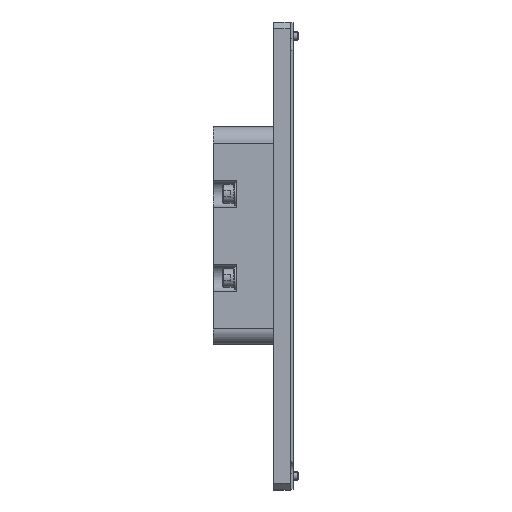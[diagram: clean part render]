
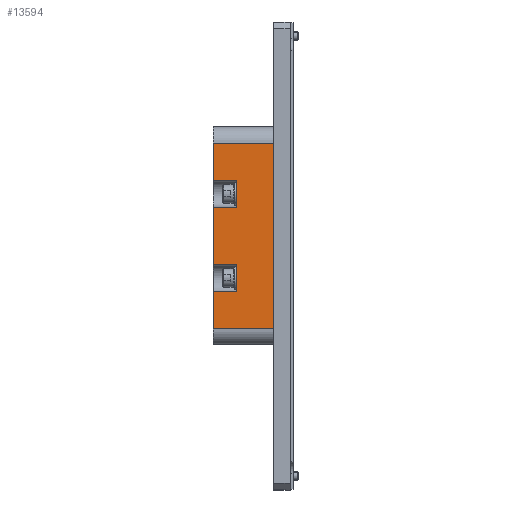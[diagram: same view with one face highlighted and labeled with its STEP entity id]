
A CAD part, left-side view. The second image highlights one B-rep face of the part: STEP entity #13594.
In plain terms, the highlighted planar face has unit normal (-1, 0, 0).
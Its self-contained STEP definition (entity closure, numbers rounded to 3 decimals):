
#755 = VECTOR ( 'NONE', #10496, 1000. ) ;
#780 = VERTEX_POINT ( 'NONE', #8669 ) ;
#887 = VERTEX_POINT ( 'NONE', #2620 ) ;
#989 = VECTOR ( 'NONE', #4308, 1000. ) ;
#1364 = LINE ( 'NONE', #4598, #9886 ) ;
#1451 = VECTOR ( 'NONE', #10697, 1000. ) ;
#1923 = CARTESIAN_POINT ( 'NONE',  ( -43.486, 30.294, 4.096 ) ) ;
#1957 = DIRECTION ( 'NONE',  ( 0., 0., -1. ) ) ;
#2061 = CARTESIAN_POINT ( 'NONE',  ( -43.486, 25.849, -1.365 ) ) ;
#2401 = LINE ( 'NONE', #7873, #12114 ) ;
#2620 = CARTESIAN_POINT ( 'NONE',  ( -43.486, 25.849, 9.557 ) ) ;
#2882 = CARTESIAN_POINT ( 'NONE',  ( -43.486, 30.294, -6.445 ) ) ;
#3155 = ORIENTED_EDGE ( 'NONE', *, *, #5905, .T. ) ;
#3264 = LINE ( 'NONE', #2061, #11073 ) ;
#3287 = VERTEX_POINT ( 'NONE', #12827 ) ;
#3311 = VERTEX_POINT ( 'NONE', #4925 ) ;
#3651 = EDGE_CURVE ( 'NONE', #7252, #3311, #2401, .T. ) ;
#4052 = FACE_OUTER_BOUND ( 'NONE', #6082, .T. ) ;
#4056 = VERTEX_POINT ( 'NONE', #10102 ) ;
#4132 = ORIENTED_EDGE ( 'NONE', *, *, #8872, .F. ) ;
#4159 = DIRECTION ( 'NONE',  ( 0., 0., -1. ) ) ;
#4176 = VERTEX_POINT ( 'NONE', #9126 ) ;
#4308 = DIRECTION ( 'NONE',  ( 0., 0., 1. ) ) ;
#4554 = AXIS2_PLACEMENT_3D ( 'NONE', #10508, #10716, #7406 ) ;
#4571 = VECTOR ( 'NONE', #1957, 1000. ) ;
#4598 = CARTESIAN_POINT ( 'NONE',  ( -43.486, 25.849, 9.557 ) ) ;
#4711 = CARTESIAN_POINT ( 'NONE',  ( -43.486, 18.864, 4.096 ) ) ;
#4925 = CARTESIAN_POINT ( 'NONE',  ( -43.486, 30.294, -1.365 ) ) ;
#4928 = EDGE_CURVE ( 'NONE', #887, #3287, #1364, .T. ) ;
#5150 = EDGE_CURVE ( 'NONE', #8003, #780, #11543, .T. ) ;
#5157 = VERTEX_POINT ( 'NONE', #11677 ) ;
#5384 = EDGE_CURVE ( 'NONE', #6637, #10565, #10060, .T. ) ;
#5445 = CARTESIAN_POINT ( 'NONE',  ( -43.486, 25.849, -6.445 ) ) ;
#5516 = LINE ( 'NONE', #5582, #13169 ) ;
#5582 = CARTESIAN_POINT ( 'NONE',  ( -43.486, 18.864, -13.557 ) ) ;
#5905 = EDGE_CURVE ( 'NONE', #5157, #8003, #11632, .T. ) ;
#5908 = VECTOR ( 'NONE', #8536, 1000. ) ;
#6038 = ORIENTED_EDGE ( 'NONE', *, *, #10360, .T. ) ;
#6082 = EDGE_LOOP ( 'NONE', ( #4132, #12646, #11247, #9602, #8053, #13196, #3155, #11683, #6712, #8125, #8007, #6038 ) ) ;
#6190 = LINE ( 'NONE', #9362, #8876 ) ;
#6261 = CARTESIAN_POINT ( 'NONE',  ( -43.486, 25.849, 14.637 ) ) ;
#6340 = EDGE_CURVE ( 'NONE', #887, #4056, #12459, .T. ) ;
#6403 = EDGE_CURVE ( 'NONE', #5157, #7252, #3264, .T. ) ;
#6421 = EDGE_CURVE ( 'NONE', #3287, #3311, #11548, .T. ) ;
#6637 = VERTEX_POINT ( 'NONE', #12094 ) ;
#6712 = ORIENTED_EDGE ( 'NONE', *, *, #11153, .T. ) ;
#7252 = VERTEX_POINT ( 'NONE', #13692 ) ;
#7388 = DIRECTION ( 'NONE',  ( 0., 1., 0. ) ) ;
#7406 = DIRECTION ( 'NONE',  ( 0., 0., 1. ) ) ;
#7873 = CARTESIAN_POINT ( 'NONE',  ( -43.486, 25.849, -1.365 ) ) ;
#8003 = VERTEX_POINT ( 'NONE', #2882 ) ;
#8007 = ORIENTED_EDGE ( 'NONE', *, *, #13635, .T. ) ;
#8053 = ORIENTED_EDGE ( 'NONE', *, *, #3651, .F. ) ;
#8125 = ORIENTED_EDGE ( 'NONE', *, *, #5384, .F. ) ;
#8313 = CARTESIAN_POINT ( 'NONE',  ( -43.486, 30.294, 4.096 ) ) ;
#8536 = DIRECTION ( 'NONE',  ( 0., 1., 0. ) ) ;
#8537 = DIRECTION ( 'NONE',  ( 0., 1., 0. ) ) ;
#8669 = CARTESIAN_POINT ( 'NONE',  ( -43.486, 30.294, -13.557 ) ) ;
#8872 = EDGE_CURVE ( 'NONE', #4056, #4176, #12734, .T. ) ;
#8876 = VECTOR ( 'NONE', #4159, 1000. ) ;
#8881 = DIRECTION ( 'NONE',  ( 0., 1., 0. ) ) ;
#9126 = CARTESIAN_POINT ( 'NONE',  ( -43.486, 30.294, 14.637 ) ) ;
#9362 = CARTESIAN_POINT ( 'NONE',  ( -43.486, 30.294, 4.096 ) ) ;
#9379 = DIRECTION ( 'NONE',  ( 0., 0., 1. ) ) ;
#9602 = ORIENTED_EDGE ( 'NONE', *, *, #6421, .T. ) ;
#9603 = LINE ( 'NONE', #13878, #5908 ) ;
#9740 = VECTOR ( 'NONE', #7388, 1000. ) ;
#9862 = DIRECTION ( 'NONE',  ( 0., -1., 0. ) ) ;
#9886 = VECTOR ( 'NONE', #8881, 1000. ) ;
#10060 = LINE ( 'NONE', #4711, #4571 ) ;
#10102 = CARTESIAN_POINT ( 'NONE',  ( -43.486, 25.849, 14.637 ) ) ;
#10303 = VERTEX_POINT ( 'NONE', #13426 ) ;
#10360 = EDGE_CURVE ( 'NONE', #10303, #4176, #6190, .T. ) ;
#10496 = DIRECTION ( 'NONE',  ( 0., 0., -1. ) ) ;
#10508 = CARTESIAN_POINT ( 'NONE',  ( -43.486, 30.294, 4.096 ) ) ;
#10565 = VERTEX_POINT ( 'NONE', #12862 ) ;
#10697 = DIRECTION ( 'NONE',  ( 0., 0., -1. ) ) ;
#10716 = DIRECTION ( 'NONE',  ( -1., 0., 0. ) ) ;
#11073 = VECTOR ( 'NONE', #9379, 1000. ) ;
#11153 = EDGE_CURVE ( 'NONE', #780, #10565, #5516, .T. ) ;
#11247 = ORIENTED_EDGE ( 'NONE', *, *, #4928, .T. ) ;
#11543 = LINE ( 'NONE', #8313, #1451 ) ;
#11548 = LINE ( 'NONE', #1923, #755 ) ;
#11568 = PLANE ( 'NONE',  #4554 ) ;
#11621 = CARTESIAN_POINT ( 'NONE',  ( -43.486, 25.849, 14.637 ) ) ;
#11632 = LINE ( 'NONE', #5445, #12660 ) ;
#11677 = CARTESIAN_POINT ( 'NONE',  ( -43.486, 25.849, -6.445 ) ) ;
#11683 = ORIENTED_EDGE ( 'NONE', *, *, #5150, .T. ) ;
#12094 = CARTESIAN_POINT ( 'NONE',  ( -43.486, 18.864, 21.749 ) ) ;
#12114 = VECTOR ( 'NONE', #13280, 1000. ) ;
#12459 = LINE ( 'NONE', #11621, #989 ) ;
#12646 = ORIENTED_EDGE ( 'NONE', *, *, #6340, .F. ) ;
#12660 = VECTOR ( 'NONE', #8537, 1000. ) ;
#12734 = LINE ( 'NONE', #6261, #9740 ) ;
#12827 = CARTESIAN_POINT ( 'NONE',  ( -43.486, 30.294, 9.557 ) ) ;
#12862 = CARTESIAN_POINT ( 'NONE',  ( -43.486, 18.864, -13.557 ) ) ;
#13169 = VECTOR ( 'NONE', #9862, 1000. ) ;
#13196 = ORIENTED_EDGE ( 'NONE', *, *, #6403, .F. ) ;
#13280 = DIRECTION ( 'NONE',  ( 0., 1., 0. ) ) ;
#13426 = CARTESIAN_POINT ( 'NONE',  ( -43.486, 30.294, 21.749 ) ) ;
#13594 = ADVANCED_FACE ( 'NONE', ( #4052 ), #11568, .T. ) ;
#13635 = EDGE_CURVE ( 'NONE', #6637, #10303, #9603, .T. ) ;
#13692 = CARTESIAN_POINT ( 'NONE',  ( -43.486, 25.849, -1.365 ) ) ;
#13878 = CARTESIAN_POINT ( 'NONE',  ( -43.486, 30.294, 21.749 ) ) ;
